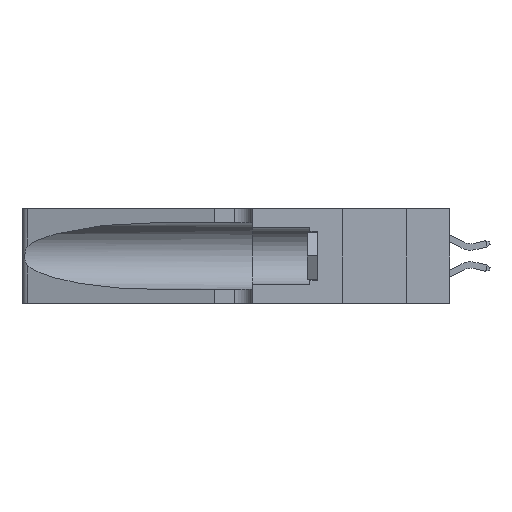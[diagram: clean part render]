
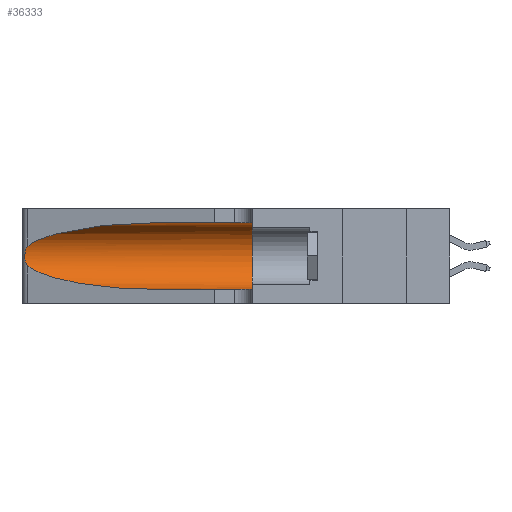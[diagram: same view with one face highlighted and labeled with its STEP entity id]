
A CAD part, left-side view. The second image highlights one B-rep face of the part: STEP entity #36333.
In plain terms, the highlighted cylindrical face has radius 3.308 mm (diameter 6.617 mm), a partial arc.
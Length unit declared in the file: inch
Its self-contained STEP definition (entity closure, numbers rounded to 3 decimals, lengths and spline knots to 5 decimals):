
#358 = ORIENTED_EDGE ( 'NONE', *, *, #5429, .F. ) ;
#633 = CARTESIAN_POINT ( 'NONE',  ( 0.1305, 0.72297, 0.05475 ) ) ;
#1378 = VECTOR ( 'NONE', #18884, 39.37008 ) ;
#1426 = ORIENTED_EDGE ( 'NONE', *, *, #1805, .F. ) ;
#1560 = CARTESIAN_POINT ( 'NONE',  ( 0.1305, 0.35, 0.185 ) ) ;
#1805 = EDGE_CURVE ( 'NONE', #29541, #1914, #26306, .T. ) ;
#1914 = VERTEX_POINT ( 'NONE', #38010 ) ;
#2456 =( BOUNDED_CURVE ( )  B_SPLINE_CURVE ( 3, ( #5802, #35887, #24077, #39319 ),
 .UNSPECIFIED., .F., .F. ) 
 B_SPLINE_CURVE_WITH_KNOTS ( ( 4, 4 ),
 ( 3.44316, 4.71239 ),
 .UNSPECIFIED. ) 
 CURVE ( )  GEOMETRIC_REPRESENTATION_ITEM ( )  RATIONAL_B_SPLINE_CURVE ( ( 1., 0.87, 0.87, 1. ) ) 
 REPRESENTATION_ITEM ( '' )  );
#2470 = ORIENTED_EDGE ( 'NONE', *, *, #11292, .T. ) ;
#3646 =( BOUNDED_CURVE ( )  B_SPLINE_CURVE ( 3, ( #17289, #16756, #27219, #8898 ),
 .UNSPECIFIED., .F., .F. ) 
 B_SPLINE_CURVE_WITH_KNOTS ( ( 4, 4 ),
 ( 1.5708, 2.84003 ),
 .UNSPECIFIED. ) 
 CURVE ( )  GEOMETRIC_REPRESENTATION_ITEM ( )  RATIONAL_B_SPLINE_CURVE ( ( 1., 0.87, 0.87, 1. ) ) 
 REPRESENTATION_ITEM ( '' )  );
#4115 = AXIS2_PLACEMENT_3D ( 'NONE', #1560, #7977, #26226 ) ;
#4325 = CARTESIAN_POINT ( 'NONE',  ( 0.25639, 1.23184, 0.21858 ) ) ;
#5244 = ORIENTED_EDGE ( 'NONE', *, *, #15822, .T. ) ;
#5429 = EDGE_CURVE ( 'NONE', #26410, #29541, #35665, .T. ) ;
#5605 = VERTEX_POINT ( 'NONE', #31313 ) ;
#5802 = CARTESIAN_POINT ( 'NONE',  ( 0.25487, 1.22718, 0.14631 ) ) ;
#7977 = DIRECTION ( 'NONE',  ( 0., 1., 0. ) ) ;
#8324 = FACE_OUTER_BOUND ( 'NONE', #19009, .T. ) ;
#8627 = EDGE_CURVE ( 'NONE', #23212, #1914, #13035, .T. ) ;
#8898 = CARTESIAN_POINT ( 'NONE',  ( 0.25487, 1.22718, 0.22369 ) ) ;
#10849 = CARTESIAN_POINT ( 'NONE',  ( 0.25487, 1.22718, 0.14631 ) ) ;
#11292 = EDGE_CURVE ( 'NONE', #5605, #35929, #38289, .T. ) ;
#12548 = DIRECTION ( 'NONE',  ( 0., -1., 0. ) ) ;
#13035 = LINE ( 'NONE', #17548, #39322 ) ;
#13045 = ORIENTED_EDGE ( 'NONE', *, *, #15722, .T. ) ;
#13274 = CARTESIAN_POINT ( 'NONE',  ( 0.25639, 1.23186, 0.15144 ) ) ;
#14171 = CARTESIAN_POINT ( 'NONE',  ( 0.25856, 1.23593, 0.16098 ) ) ;
#15170 = AXIS2_PLACEMENT_3D ( 'NONE', #35839, #26607, #38871 ) ;
#15722 = EDGE_CURVE ( 'NONE', #26410, #5605, #3646, .T. ) ;
#15822 = EDGE_CURVE ( 'NONE', #35929, #23212, #2456, .T. ) ;
#16756 = CARTESIAN_POINT ( 'NONE',  ( 0.18966, 0.96281, 0.31525 ) ) ;
#17233 = CARTESIAN_POINT ( 'NONE',  ( 0.26075, 1.23896, 0.178 ) ) ;
#17289 = CARTESIAN_POINT ( 'NONE',  ( 0.1305, 0.72297, 0.31525 ) ) ;
#17548 = CARTESIAN_POINT ( 'NONE',  ( 0.1305, 1.61858, 0.05475 ) ) ;
#18753 = CARTESIAN_POINT ( 'NONE',  ( 0.1305, 1.61858, 0.31525 ) ) ;
#18884 = DIRECTION ( 'NONE',  ( 0., -1., 0. ) ) ;
#19005 = CARTESIAN_POINT ( 'NONE',  ( 0.25487, 1.22718, 0.22369 ) ) ;
#19009 = EDGE_LOOP ( 'NONE', ( #13045, #2470, #5244, #21842, #1426, #358 ) ) ;
#19800 = CARTESIAN_POINT ( 'NONE',  ( 0.1305, 0.35, 0.31525 ) ) ;
#21842 = ORIENTED_EDGE ( 'NONE', *, *, #8627, .T. ) ;
#23136 = CARTESIAN_POINT ( 'NONE',  ( 0.26075, 1.23896, 0.19203 ) ) ;
#23212 = VERTEX_POINT ( 'NONE', #633 ) ;
#24077 = CARTESIAN_POINT ( 'NONE',  ( 0.18966, 0.96281, 0.05475 ) ) ;
#24860 = CARTESIAN_POINT ( 'NONE',  ( 0.25487, 1.22718, 0.14631 ) ) ;
#26226 = DIRECTION ( 'NONE',  ( 0., 0., 1. ) ) ;
#26306 = CIRCLE ( 'NONE', #4115, 0.13025 ) ;
#26410 = VERTEX_POINT ( 'NONE', #37135 ) ;
#26607 = DIRECTION ( 'NONE',  ( 0., -1., 0. ) ) ;
#27219 = CARTESIAN_POINT ( 'NONE',  ( 0.2373, 1.15595, 0.28018 ) ) ;
#29177 = CARTESIAN_POINT ( 'NONE',  ( 0.25854, 1.2359, 0.20912 ) ) ;
#29541 = VERTEX_POINT ( 'NONE', #19800 ) ;
#31313 = CARTESIAN_POINT ( 'NONE',  ( 0.25487, 1.22718, 0.22369 ) ) ;
#31583 = CARTESIAN_POINT ( 'NONE',  ( 0.25787, 1.23484, 0.2124 ) ) ;
#32503 = CARTESIAN_POINT ( 'NONE',  ( 0.26017, 1.23833, 0.17102 ) ) ;
#33611 = CYLINDRICAL_SURFACE ( 'NONE', #15170, 0.13025 ) ;
#34657 = CARTESIAN_POINT ( 'NONE',  ( 0.25555, 1.22993, 0.14849 ) ) ;
#35599 = CARTESIAN_POINT ( 'NONE',  ( 0.26018, 1.23835, 0.19895 ) ) ;
#35665 = LINE ( 'NONE', #18753, #1378 ) ;
#35839 = CARTESIAN_POINT ( 'NONE',  ( 0.1305, 1.61858, 0.185 ) ) ;
#35887 = CARTESIAN_POINT ( 'NONE',  ( 0.2373, 1.15595, 0.08982 ) ) ;
#35929 = VERTEX_POINT ( 'NONE', #24860 ) ;
#36333 = ADVANCED_FACE ( 'NONE', ( #8324 ), #33611, .F. ) ;
#37135 = CARTESIAN_POINT ( 'NONE',  ( 0.1305, 0.72297, 0.31525 ) ) ;
#38010 = CARTESIAN_POINT ( 'NONE',  ( 0.1305, 0.35, 0.05475 ) ) ;
#38289 = B_SPLINE_CURVE_WITH_KNOTS ( 'NONE', 3,
 ( #19005, #38762, #4325, #31583, #29177, #35599, #23136, #17233, #32503, #14171, #38633, #13274, #34657, #10849 ),
 .UNSPECIFIED., .F., .F.,
 ( 4, 2, 2, 2, 2, 2, 4 ),
 ( 0., 0.00027, 0.00053, 0.00107, 0.0016, 0.00187, 0.00214 ),
 .UNSPECIFIED. ) ;
#38633 = CARTESIAN_POINT ( 'NONE',  ( 0.25789, 1.23486, 0.15765 ) ) ;
#38762 = CARTESIAN_POINT ( 'NONE',  ( 0.25555, 1.22994, 0.2215 ) ) ;
#38871 = DIRECTION ( 'NONE',  ( 0., 0., -1. ) ) ;
#39319 = CARTESIAN_POINT ( 'NONE',  ( 0.1305, 0.72297, 0.05475 ) ) ;
#39322 = VECTOR ( 'NONE', #12548, 39.37008 ) ;
